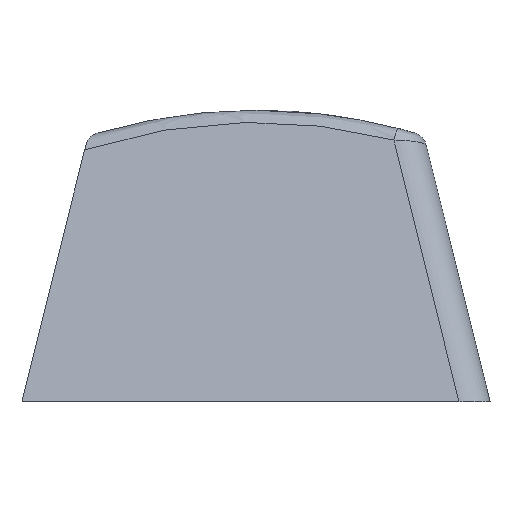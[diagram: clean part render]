
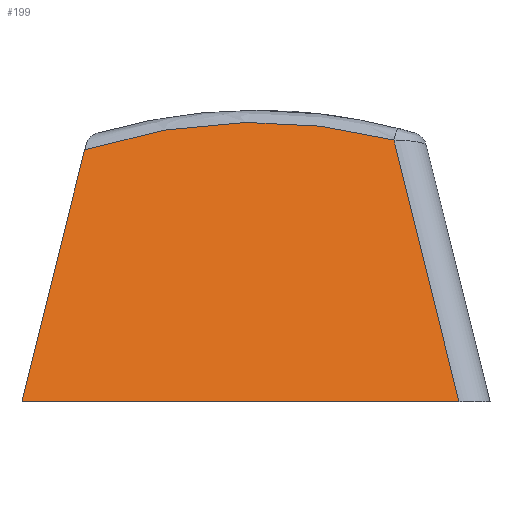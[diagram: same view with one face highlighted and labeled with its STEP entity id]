
A CAD part, left-side view. The second image highlights one B-rep face of the part: STEP entity #199.
In plain terms, the highlighted planar face has unit normal (-0.97, 0, 0.241).
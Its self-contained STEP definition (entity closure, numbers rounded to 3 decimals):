
#101=CARTESIAN_POINT('',(9.525,-83.925,0.));
#102=VERTEX_POINT('',#101);
#109=CARTESIAN_POINT('',(11.977,-86.377,9.851));
#110=VERTEX_POINT('',#109);
#111=CARTESIAN_POINT('',(9.525,-83.925,-0.));
#112=DIRECTION('',(0.235,-0.235,0.943));
#113=VECTOR('',#112,10.443);
#114=LINE('',#111,#113);
#115=EDGE_CURVE('',#102,#110,#114,.T.);
#168=CARTESIAN_POINT('',(10.059,-93.075,2.145));
#169=DIRECTION('',(-0.97,0.,0.242));
#170=DIRECTION('',(0.242,0.,0.97));
#171=AXIS2_PLACEMENT_3D('',#168,#169,#170);
#172=PLANE('',#171);
#173=CARTESIAN_POINT('',(9.525,-101.012,0.));
#174=VERTEX_POINT('',#173);
#175=CARTESIAN_POINT('',(9.525,-83.925,0.));
#176=DIRECTION('',(-0.,-1.,-0.));
#177=VECTOR('',#176,17.087);
#178=LINE('',#175,#177);
#179=EDGE_CURVE('',#102,#174,#178,.T.);
#180=ORIENTED_EDGE('',*,*,#179,.T.);
#181=CARTESIAN_POINT('',(12.073,-98.464,10.236));
#182=VERTEX_POINT('',#181);
#183=CARTESIAN_POINT('',(9.525,-101.012,0.));
#184=DIRECTION('',(0.235,0.235,0.943));
#185=VECTOR('',#184,10.852);
#186=LINE('',#183,#185);
#187=EDGE_CURVE('',#174,#182,#186,.T.);
#188=ORIENTED_EDGE('',*,*,#187,.T.);
#189=CARTESIAN_POINT('',(6.918,-93.075,-10.475));
#190=DIRECTION('',(-0.97,0.,0.242));
#191=DIRECTION('',(-0.242,-0.,-0.97));
#192=AXIS2_PLACEMENT_3D('',#189,#190,#191);
#193=ELLIPSE('',#192,22.054,21.401);
#194=EDGE_CURVE('',#182,#110,#193,.T.);
#195=ORIENTED_EDGE('',*,*,#194,.T.);
#196=ORIENTED_EDGE('',*,*,#115,.F.);
#197=EDGE_LOOP('',(#180,#188,#195,#196));
#198=FACE_BOUND('',#197,.T.);
#199=ADVANCED_FACE('',(#198),#172,.T.);
